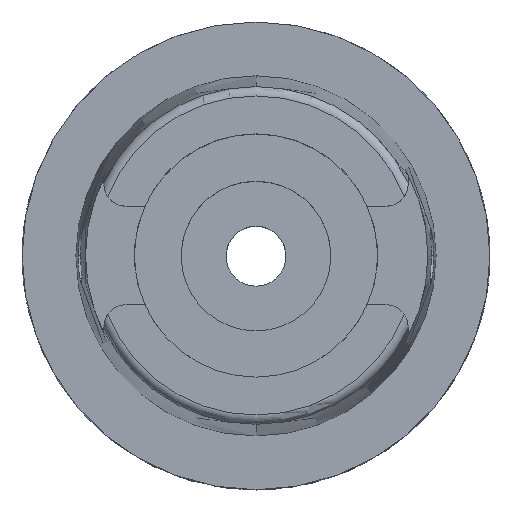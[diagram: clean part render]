
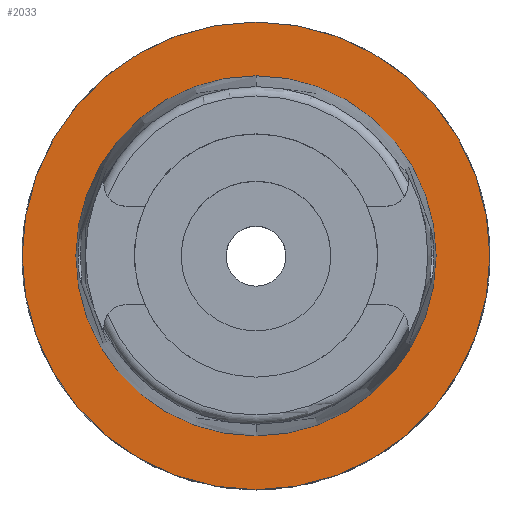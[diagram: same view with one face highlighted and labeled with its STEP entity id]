
A CAD part, top view. The second image highlights one B-rep face of the part: STEP entity #2033.
In plain terms, the highlighted planar face has unit normal (0, 0, 1).
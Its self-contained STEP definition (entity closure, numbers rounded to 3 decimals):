
#12 = CARTESIAN_POINT ( 'NONE',  ( 0., 25., 0. ) ) ;
#39 = AXIS2_PLACEMENT_3D ( 'NONE', #3851, #1275, #2487 ) ;
#144 = AXIS2_PLACEMENT_3D ( 'NONE', #4651, #904, #1722 ) ;
#267 = VERTEX_POINT ( 'NONE', #428 ) ;
#355 = ORIENTED_EDGE ( 'NONE', *, *, #3642, .F. ) ;
#379 = DIRECTION ( 'NONE',  ( 0., 0., -1. ) ) ;
#428 = CARTESIAN_POINT ( 'NONE',  ( 0., -19.25, 0. ) ) ;
#465 = PLANE ( 'NONE',  #4502 ) ;
#904 = DIRECTION ( 'NONE',  ( 0., 0., 1. ) ) ;
#1275 = DIRECTION ( 'NONE',  ( 0., 0., 1. ) ) ;
#1367 = FACE_BOUND ( 'NONE', #3048, .T. ) ;
#1722 = DIRECTION ( 'NONE',  ( 0., -1., 0. ) ) ;
#1838 = DIRECTION ( 'NONE',  ( 0., 1., 0. ) ) ;
#1866 = CARTESIAN_POINT ( 'NONE',  ( 0., -25., 0. ) ) ;
#1921 = CARTESIAN_POINT ( 'NONE',  ( 0., 19.25, 0. ) ) ;
#1978 = CIRCLE ( 'NONE', #39, 19.25 ) ;
#2018 = EDGE_CURVE ( 'NONE', #267, #3943, #3057, .T. ) ;
#2033 = ADVANCED_FACE ( 'NONE', ( #2577, #1367 ), #465, .T. ) ;
#2136 = DIRECTION ( 'NONE',  ( 0., 0., 1. ) ) ;
#2199 = CARTESIAN_POINT ( 'NONE',  ( 0., 0., 0. ) ) ;
#2487 = DIRECTION ( 'NONE',  ( 0., 1., 0. ) ) ;
#2577 = FACE_OUTER_BOUND ( 'NONE', #4014, .T. ) ;
#2671 = ORIENTED_EDGE ( 'NONE', *, *, #5091, .F. ) ;
#2855 = AXIS2_PLACEMENT_3D ( 'NONE', #2199, #3056, #1838 ) ;
#2994 = AXIS2_PLACEMENT_3D ( 'NONE', #4158, #379, #4190 ) ;
#3023 = EDGE_CURVE ( 'NONE', #3943, #267, #1978, .T. ) ;
#3048 = EDGE_LOOP ( 'NONE', ( #4144, #4137 ) ) ;
#3056 = DIRECTION ( 'NONE',  ( 0., 0., -1. ) ) ;
#3057 = CIRCLE ( 'NONE', #144, 19.25 ) ;
#3269 = CIRCLE ( 'NONE', #2994, 25. ) ;
#3590 = VERTEX_POINT ( 'NONE', #12 ) ;
#3642 = EDGE_CURVE ( 'NONE', #3590, #3739, #5350, .T. ) ;
#3739 = VERTEX_POINT ( 'NONE', #1866 ) ;
#3851 = CARTESIAN_POINT ( 'NONE',  ( 0., 0., 0. ) ) ;
#3943 = VERTEX_POINT ( 'NONE', #1921 ) ;
#4014 = EDGE_LOOP ( 'NONE', ( #355, #2671 ) ) ;
#4137 = ORIENTED_EDGE ( 'NONE', *, *, #2018, .F. ) ;
#4144 = ORIENTED_EDGE ( 'NONE', *, *, #3023, .F. ) ;
#4158 = CARTESIAN_POINT ( 'NONE',  ( 0., 0., 0. ) ) ;
#4190 = DIRECTION ( 'NONE',  ( 0., -1., 0. ) ) ;
#4502 = AXIS2_PLACEMENT_3D ( 'NONE', #5475, #2136, #5118 ) ;
#4651 = CARTESIAN_POINT ( 'NONE',  ( 0., 0., 0. ) ) ;
#5091 = EDGE_CURVE ( 'NONE', #3739, #3590, #3269, .T. ) ;
#5118 = DIRECTION ( 'NONE',  ( 1., 0., 0. ) ) ;
#5350 = CIRCLE ( 'NONE', #2855, 25. ) ;
#5475 = CARTESIAN_POINT ( 'NONE',  ( 0., 0., 0. ) ) ;
